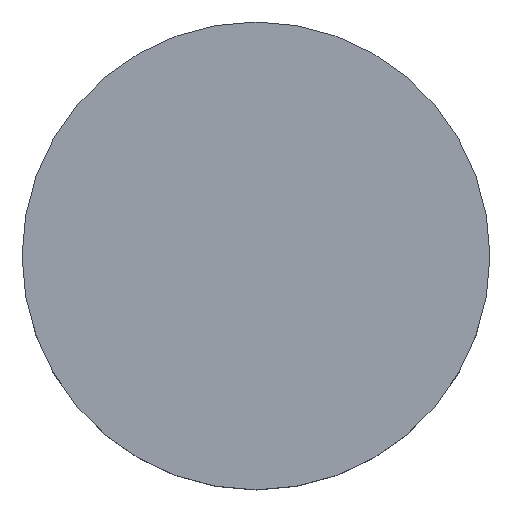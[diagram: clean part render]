
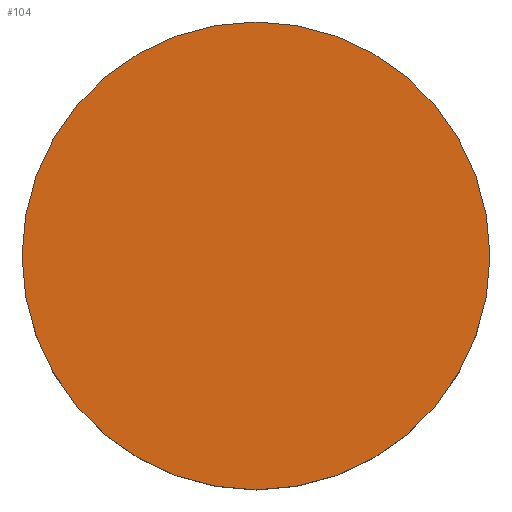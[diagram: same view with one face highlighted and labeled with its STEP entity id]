
A CAD part, top view. The second image highlights one B-rep face of the part: STEP entity #104.
In plain terms, the highlighted planar face has unit normal (0, 0, 1).
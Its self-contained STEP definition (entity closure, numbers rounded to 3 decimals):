
#20 = AXIS2_PLACEMENT_3D ( 'NONE', #211, #199, #95 ) ;
#26 = CARTESIAN_POINT ( 'NONE',  ( 0., 6.35, 3. ) ) ;
#46 = DIRECTION ( 'NONE',  ( 0., -1., 0. ) ) ;
#61 = ORIENTED_EDGE ( 'NONE', *, *, #103, .F. ) ;
#64 = CARTESIAN_POINT ( 'NONE',  ( 0., -6.35, 3. ) ) ;
#73 = CIRCLE ( 'NONE', #190, 6.35 ) ;
#78 = EDGE_LOOP ( 'NONE', ( #93, #61 ) ) ;
#92 = DIRECTION ( 'NONE',  ( 0., 0., -1. ) ) ;
#93 = ORIENTED_EDGE ( 'NONE', *, *, #99, .F. ) ;
#95 = DIRECTION ( 'NONE',  ( 1., 0., 0. ) ) ;
#99 = EDGE_CURVE ( 'NONE', #120, #174, #73, .T. ) ;
#103 = EDGE_CURVE ( 'NONE', #174, #120, #206, .T. ) ;
#104 = ADVANCED_FACE ( 'NONE', ( #169 ), #134, .T. ) ;
#117 = CARTESIAN_POINT ( 'NONE',  ( 0., 0., 3. ) ) ;
#118 = DIRECTION ( 'NONE',  ( 0., -1., 0. ) ) ;
#120 = VERTEX_POINT ( 'NONE', #64 ) ;
#122 = DIRECTION ( 'NONE',  ( 0., 0., -1. ) ) ;
#134 = PLANE ( 'NONE',  #20 ) ;
#137 = CARTESIAN_POINT ( 'NONE',  ( 0., 0., 3. ) ) ;
#162 = AXIS2_PLACEMENT_3D ( 'NONE', #117, #92, #118 ) ;
#169 = FACE_OUTER_BOUND ( 'NONE', #78, .T. ) ;
#174 = VERTEX_POINT ( 'NONE', #26 ) ;
#190 = AXIS2_PLACEMENT_3D ( 'NONE', #137, #122, #46 ) ;
#199 = DIRECTION ( 'NONE',  ( 0., 0., 1. ) ) ;
#206 = CIRCLE ( 'NONE', #162, 6.35 ) ;
#211 = CARTESIAN_POINT ( 'NONE',  ( 0., 13.158, 3. ) ) ;
